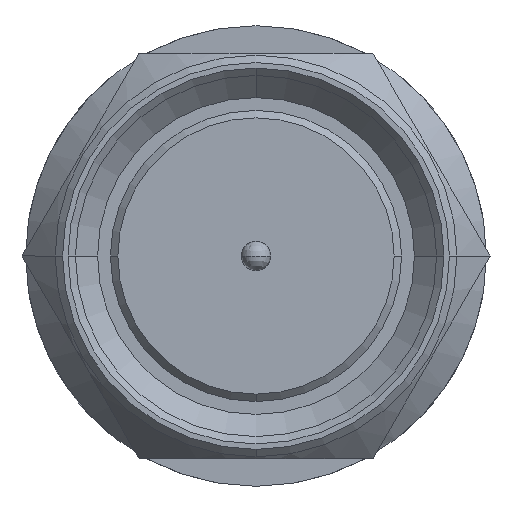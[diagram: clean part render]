
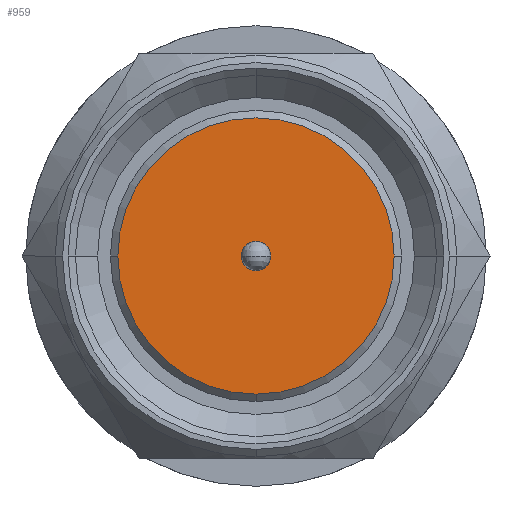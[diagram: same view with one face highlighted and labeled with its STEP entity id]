
A CAD part, left-side view. The second image highlights one B-rep face of the part: STEP entity #959.
In plain terms, the highlighted planar face has unit normal (-1, 0, 0).
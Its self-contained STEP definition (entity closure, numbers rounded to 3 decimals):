
#141 = AXIS2_PLACEMENT_3D ( 'NONE', #2745, #170, #2835 ) ;
#170 = DIRECTION ( 'NONE',  ( 1., 0., 0. ) ) ;
#193 = ORIENTED_EDGE ( 'NONE', *, *, #3258, .F. ) ;
#275 = DIRECTION ( 'NONE',  ( -1., 0., 0. ) ) ;
#288 = FACE_OUTER_BOUND ( 'NONE', #3080, .T. ) ;
#338 = VERTEX_POINT ( 'NONE', #1878 ) ;
#377 = CARTESIAN_POINT ( 'NONE',  ( 6.2, 3.75, 0. ) ) ;
#462 = VERTEX_POINT ( 'NONE', #1109 ) ;
#471 = CARTESIAN_POINT ( 'NONE',  ( 6.2, 0., -3.75 ) ) ;
#515 = CARTESIAN_POINT ( 'NONE',  ( 6.2, -3.75, 0. ) ) ;
#693 = DIRECTION ( 'NONE',  ( 1., 0., 0. ) ) ;
#767 = CIRCLE ( 'NONE', #1601, 3.75 ) ;
#870 = DIRECTION ( 'NONE',  ( 0., 0., 1. ) ) ;
#959 = ADVANCED_FACE ( 'NONE', ( #3452, #288 ), #2033, .T. ) ;
#975 = CIRCLE ( 'NONE', #4244, 3.75 ) ;
#1009 = VERTEX_POINT ( 'NONE', #515 ) ;
#1109 = CARTESIAN_POINT ( 'NONE',  ( 6.2, -0.4, 0. ) ) ;
#1174 = DIRECTION ( 'NONE',  ( 0., 0., 1. ) ) ;
#1345 = EDGE_CURVE ( 'NONE', #462, #5157, #4039, .T. ) ;
#1525 = VERTEX_POINT ( 'NONE', #377 ) ;
#1601 = AXIS2_PLACEMENT_3D ( 'NONE', #5024, #693, #5130 ) ;
#1684 = EDGE_LOOP ( 'NONE', ( #4578, #3082, #1975 ) ) ;
#1693 = DIRECTION ( 'NONE',  ( -1., 0., 0. ) ) ;
#1878 = CARTESIAN_POINT ( 'NONE',  ( 6.2, 0.4, 0. ) ) ;
#1884 = CIRCLE ( 'NONE', #141, 3.75 ) ;
#1942 = CIRCLE ( 'NONE', #4860, 0.4 ) ;
#1975 = ORIENTED_EDGE ( 'NONE', *, *, #5020, .F. ) ;
#2033 = PLANE ( 'NONE',  #5474 ) ;
#2069 = CARTESIAN_POINT ( 'NONE',  ( 6.2, 0., 0.4 ) ) ;
#2425 = CARTESIAN_POINT ( 'NONE',  ( 6.2, 0., 0. ) ) ;
#2745 = CARTESIAN_POINT ( 'NONE',  ( 6.2, 0., 0. ) ) ;
#2835 = DIRECTION ( 'NONE',  ( 0., 0., -1. ) ) ;
#2998 = DIRECTION ( 'NONE',  ( 0., 0., 1. ) ) ;
#3080 = EDGE_LOOP ( 'NONE', ( #193, #4337, #3681 ) ) ;
#3082 = ORIENTED_EDGE ( 'NONE', *, *, #4643, .T. ) ;
#3258 = EDGE_CURVE ( 'NONE', #1009, #3944, #1884, .T. ) ;
#3452 = FACE_BOUND ( 'NONE', #1684, .T. ) ;
#3518 = DIRECTION ( 'NONE',  ( 1., 0., 0. ) ) ;
#3596 = AXIS2_PLACEMENT_3D ( 'NONE', #2425, #275, #1174 ) ;
#3603 = EDGE_CURVE ( 'NONE', #3944, #1525, #975, .T. ) ;
#3663 = DIRECTION ( 'NONE',  ( -1., 0., 0. ) ) ;
#3681 = ORIENTED_EDGE ( 'NONE', *, *, #3603, .F. ) ;
#3772 = CARTESIAN_POINT ( 'NONE',  ( 6.2, 0., 0. ) ) ;
#3944 = VERTEX_POINT ( 'NONE', #471 ) ;
#4039 = CIRCLE ( 'NONE', #5499, 0.4 ) ;
#4244 = AXIS2_PLACEMENT_3D ( 'NONE', #4827, #4370, #4345 ) ;
#4337 = ORIENTED_EDGE ( 'NONE', *, *, #4932, .F. ) ;
#4345 = DIRECTION ( 'NONE',  ( 0., 0., -1. ) ) ;
#4370 = DIRECTION ( 'NONE',  ( 1., 0., 0. ) ) ;
#4578 = ORIENTED_EDGE ( 'NONE', *, *, #1345, .F. ) ;
#4643 = EDGE_CURVE ( 'NONE', #462, #338, #1942, .T. ) ;
#4827 = CARTESIAN_POINT ( 'NONE',  ( 6.2, 0., 0. ) ) ;
#4860 = AXIS2_PLACEMENT_3D ( 'NONE', #5311, #3518, #870 ) ;
#4932 = EDGE_CURVE ( 'NONE', #1525, #1009, #767, .T. ) ;
#5020 = EDGE_CURVE ( 'NONE', #5157, #338, #5596, .T. ) ;
#5024 = CARTESIAN_POINT ( 'NONE',  ( 6.2, 0., 0. ) ) ;
#5130 = DIRECTION ( 'NONE',  ( 0., 0., -1. ) ) ;
#5157 = VERTEX_POINT ( 'NONE', #2069 ) ;
#5311 = CARTESIAN_POINT ( 'NONE',  ( 6.2, 0., 0. ) ) ;
#5412 = DIRECTION ( 'NONE',  ( 0., 0., 1. ) ) ;
#5441 = CARTESIAN_POINT ( 'NONE',  ( 6.2, 0., 0. ) ) ;
#5474 = AXIS2_PLACEMENT_3D ( 'NONE', #3772, #1693, #2998 ) ;
#5499 = AXIS2_PLACEMENT_3D ( 'NONE', #5441, #3663, #5412 ) ;
#5596 = CIRCLE ( 'NONE', #3596, 0.4 ) ;
